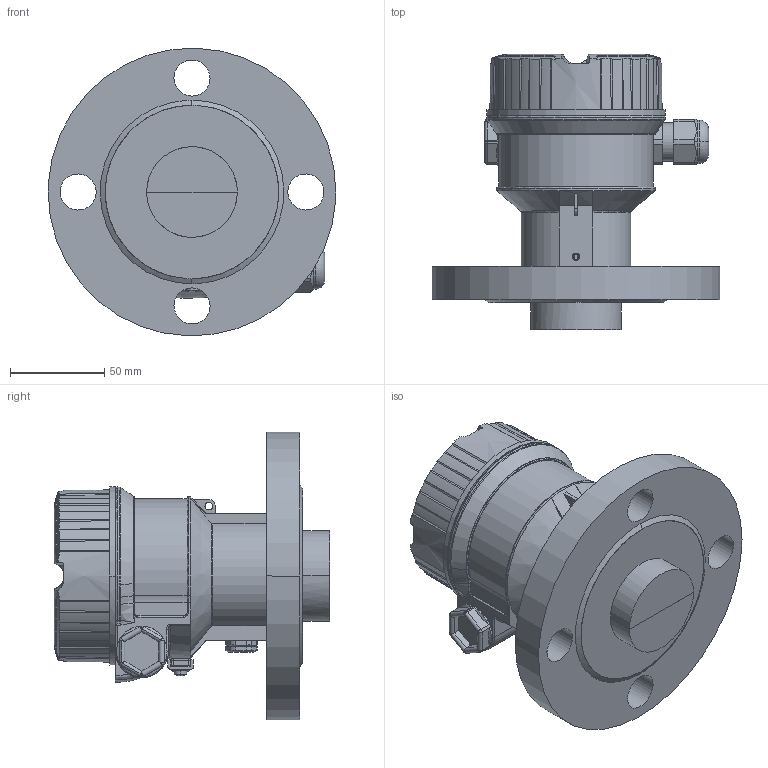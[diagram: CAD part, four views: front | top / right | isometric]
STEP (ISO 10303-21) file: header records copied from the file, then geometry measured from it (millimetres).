
FILE_DESCRIPTION((''),'2;1');
FILE_NAME('DM_CAD-2133_SW0001','2015-06-19T',('Creinig-se'),(''),'PRO/ENGINEER BY PARAMETRIC TECHNOLOGY CORPORATION, 2013050','PRO/ENGINEER BY PARAMETRIC TECHNOLOGY CORPORATION, 2013050','');
FILE_SCHEMA(('CONFIG_CONTROL_DESIGN'));
Length unit declared in the file: millimetre
Products named in the file (1): DM_CAD-2133_SW0001
Bounding box: 152.4 x 145.83 x 152.33 mm (x, y, z)
Volume: 936238.2 mm3; surface area: 94890.5 mm2
Topology: 1 solids, 1 shells, 455 faces, 1284 edges, 848 vertices
Faces by surface type: cylinder 158, plane 151, cone 55, torus 47, bspline 42, sphere 2
Entity records: 22411 total; most frequent: CARTESIAN_POINT 6761, ORIENTED_EDGE 2564, DIRECTION 2180, EDGE_CURVE 1282, AXIS2_PLACEMENT_3D 877, VERTEX_POINT 848, FILL_AREA_STYLE_COLOUR 671, FILL_AREA_STYLE 671
